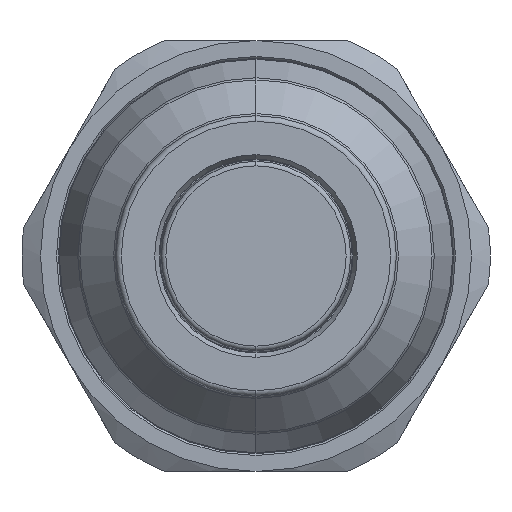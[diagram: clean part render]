
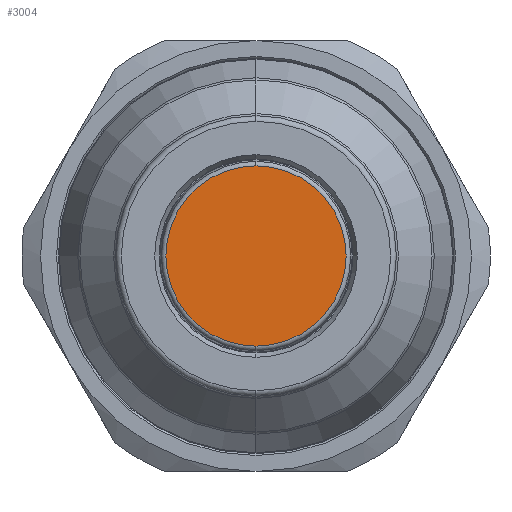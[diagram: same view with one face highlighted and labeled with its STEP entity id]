
A CAD part, left-side view. The second image highlights one B-rep face of the part: STEP entity #3004.
In plain terms, the highlighted planar face has unit normal (-1, 0, 0).
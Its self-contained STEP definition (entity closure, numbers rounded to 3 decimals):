
#581 = AXIS2_PLACEMENT_3D ( 'NONE', #1339, #1365, #2056 ) ;
#604 = AXIS2_PLACEMENT_3D ( 'NONE', #1507, #1746, #1640 ) ;
#741 = CIRCLE ( 'NONE', #2724, 9.623 ) ;
#1339 = CARTESIAN_POINT ( 'NONE',  ( 0.08, 0., 0. ) ) ;
#1365 = DIRECTION ( 'NONE',  ( 1., 0., 0. ) ) ;
#1424 = PLANE ( 'NONE',  #581 ) ;
#1507 = CARTESIAN_POINT ( 'NONE',  ( 0.08, 0., 0. ) ) ;
#1640 = DIRECTION ( 'NONE',  ( 0., 0., -1. ) ) ;
#1686 = DIRECTION ( 'NONE',  ( -1., 0., 0. ) ) ;
#1746 = DIRECTION ( 'NONE',  ( -1., 0., 0. ) ) ;
#1748 = CARTESIAN_POINT ( 'NONE',  ( 0.08, 0., 0. ) ) ;
#1772 = DIRECTION ( 'NONE',  ( 0., 0., -1. ) ) ;
#1796 = CARTESIAN_POINT ( 'NONE',  ( 0.08, 0., -9.623 ) ) ;
#2056 = DIRECTION ( 'NONE',  ( 0., 0., -1. ) ) ;
#2229 = VERTEX_POINT ( 'NONE', #3195 ) ;
#2298 = VERTEX_POINT ( 'NONE', #1796 ) ;
#2724 = AXIS2_PLACEMENT_3D ( 'NONE', #1748, #1686, #1772 ) ;
#2773 = ORIENTED_EDGE ( 'NONE', *, *, #2919, .T. ) ;
#2827 = ORIENTED_EDGE ( 'NONE', *, *, #2949, .T. ) ;
#2919 = EDGE_CURVE ( 'NONE', #2229, #2298, #741, .T. ) ;
#2949 = EDGE_CURVE ( 'NONE', #2298, #2229, #4053, .T. ) ;
#3004 = ADVANCED_FACE ( 'NONE', ( #4134 ), #1424, .F. ) ;
#3195 = CARTESIAN_POINT ( 'NONE',  ( 0.08, 0., 9.623 ) ) ;
#4053 = CIRCLE ( 'NONE', #604, 9.623 ) ;
#4134 = FACE_OUTER_BOUND ( 'NONE', #4264, .T. ) ;
#4264 = EDGE_LOOP ( 'NONE', ( #2827, #2773 ) ) ;
